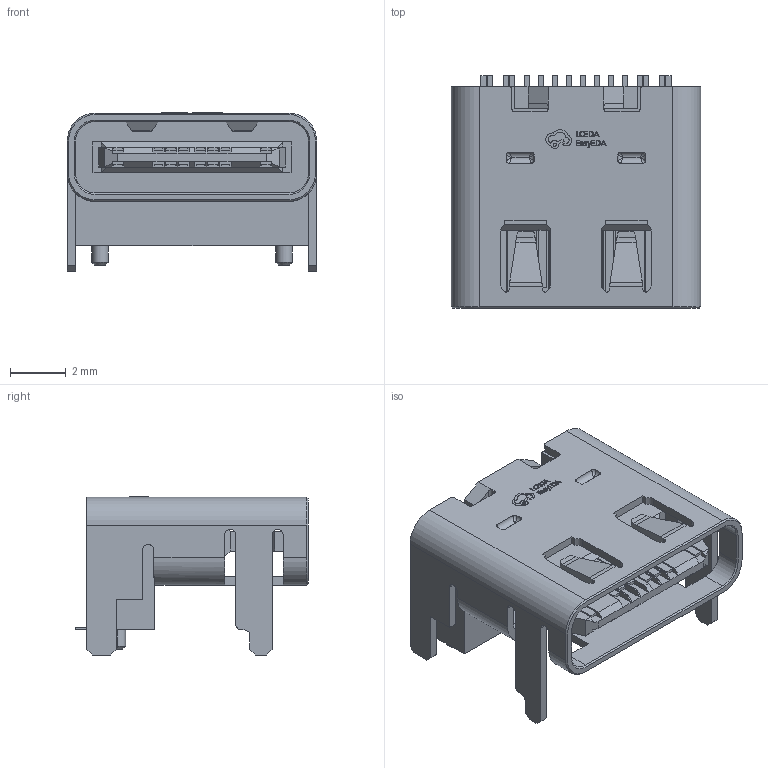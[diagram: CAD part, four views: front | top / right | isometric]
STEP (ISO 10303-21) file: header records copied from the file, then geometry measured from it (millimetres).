
FILE_DESCRIPTION (( 'STEP AP214' ), '1' );
FILE_NAME ('USB-C-SMD_HC-TYPE-C-16P-CH3.18-3A-02.STEP', '2023-02-13T03:35:32', ( 'PC' ), ( 'Microsoft' ), 'SwSTEP 2.0', 'SolidWorks 2020', '' );
FILE_SCHEMA (( 'AUTOMOTIVE_DESIGN' ));
Length unit declared in the file: millimetre
Products named in the file (1): USB-C-SMD_HC-TYPE-C-16P-CH3.18-3A-02
Bounding box: 8.94 x 8.34 x 5.67 mm (x, y, z)
Volume: 163.5 mm3; surface area: 607.2 mm2
Topology: 29 solids, 29 shells, 811 faces, 2094 edges, 1344 vertices
Faces by surface type: plane 581, bspline 114, cylinder 104, cone 12
Entity records: 34152 total; most frequent: CARTESIAN_POINT 6034, ORIENTED_EDGE 4156, DIRECTION 3400, EDGE_CURVE 2078, VECTOR 1636, LINE 1636, VERTEX_POINT 1344, AXIS2_PLACEMENT_3D 882
